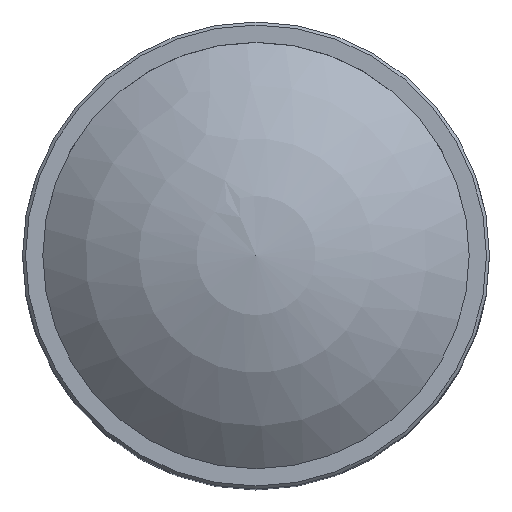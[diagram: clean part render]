
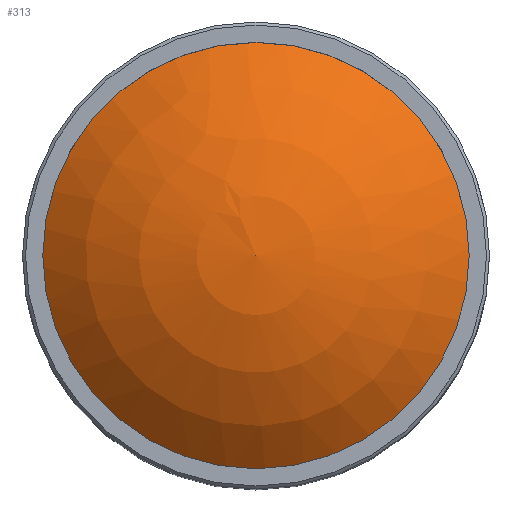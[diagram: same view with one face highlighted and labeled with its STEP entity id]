
A CAD part, top view. The second image highlights one B-rep face of the part: STEP entity #313.
In plain terms, the highlighted spherical face has radius 31.209 mm.
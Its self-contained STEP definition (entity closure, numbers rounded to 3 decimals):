
#66 = CARTESIAN_POINT ( 'NONE',  ( 0., 0., -576. ) ) ;
#152 = CIRCLE ( 'NONE', #558, 21.452 ) ;
#233 = SPHERICAL_SURFACE ( 'NONE', #624, 31.21 ) ;
#246 = VERTEX_POINT ( 'NONE', #437 ) ;
#313 = ADVANCED_FACE ( 'NONE', ( #498 ), #233, .T. ) ;
#391 = EDGE_LOOP ( 'NONE', ( #515 ) ) ;
#437 = CARTESIAN_POINT ( 'NONE',  ( 8.217, -19.816, -576. ) ) ;
#498 = FACE_OUTER_BOUND ( 'NONE', #391, .T. ) ;
#515 = ORIENTED_EDGE ( 'NONE', *, *, #602, .F. ) ;
#558 = AXIS2_PLACEMENT_3D ( 'NONE', #66, #586, #608 ) ;
#586 = DIRECTION ( 'NONE',  ( 0., 0., -1. ) ) ;
#602 = EDGE_CURVE ( 'NONE', #246, #246, #152, .T. ) ;
#608 = DIRECTION ( 'NONE',  ( 0.383, -0.924, 0. ) ) ;
#624 = AXIS2_PLACEMENT_3D ( 'NONE', #760, #762, #706 ) ;
#706 = DIRECTION ( 'NONE',  ( -0.383, 0.924, 0. ) ) ;
#760 = CARTESIAN_POINT ( 'NONE',  ( 0., 0., -598.668 ) ) ;
#762 = DIRECTION ( 'NONE',  ( 0., 0., 1. ) ) ;
